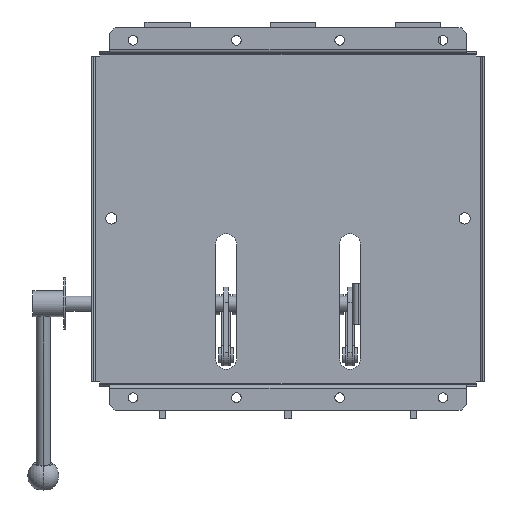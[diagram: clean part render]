
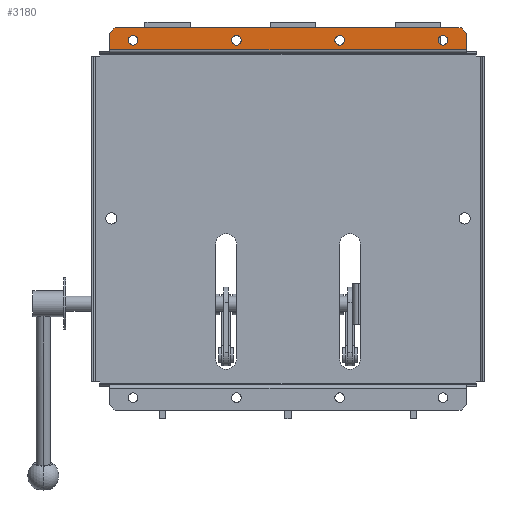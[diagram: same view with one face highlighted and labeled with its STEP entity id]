
A CAD part, front view. The second image highlights one B-rep face of the part: STEP entity #3180.
In plain terms, the highlighted planar face has unit normal (0, -1, 0).
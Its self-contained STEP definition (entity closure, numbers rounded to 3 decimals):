
#171 = CARTESIAN_POINT ( 'NONE',  ( -172.5, -22., 0. ) ) ;
#240 = VERTEX_POINT ( 'NONE', #4193 ) ;
#598 = CARTESIAN_POINT ( 'NONE',  ( -172.5, -22., 164. ) ) ;
#1106 = VECTOR ( 'NONE', #40475, 1000. ) ;
#2444 = ORIENTED_EDGE ( 'NONE', *, *, #39176, .F. ) ;
#2705 = AXIS2_PLACEMENT_3D ( 'NONE', #40002, #36467, #36008 ) ;
#2852 = DIRECTION ( 'NONE',  ( -1., 0., 0. ) ) ;
#2996 = DIRECTION ( 'NONE',  ( 0., -1., 0. ) ) ;
#3034 = EDGE_CURVE ( 'NONE', #24735, #21580, #3418, .T. ) ;
#3180 = ADVANCED_FACE ( 'NONE', ( #26303, #22553, #8732, #23631, #36427 ), #43416, .F. ) ;
#3418 = CIRCLE ( 'NONE', #4021, 4.6 ) ;
#3545 = ORIENTED_EDGE ( 'NONE', *, *, #31903, .T. ) ;
#4021 = AXIS2_PLACEMENT_3D ( 'NONE', #25764, #5368, #12198 ) ;
#4125 = ORIENTED_EDGE ( 'NONE', *, *, #18691, .F. ) ;
#4193 = CARTESIAN_POINT ( 'NONE',  ( 172.5, -22., 164. ) ) ;
#4402 = EDGE_CURVE ( 'NONE', #12151, #7016, #24012, .T. ) ;
#4903 = AXIS2_PLACEMENT_3D ( 'NONE', #26081, #22319, #36498 ) ;
#5368 = DIRECTION ( 'NONE',  ( 0., -1., 0. ) ) ;
#5539 = CARTESIAN_POINT ( 'NONE',  ( -150., -22., 168.4 ) ) ;
#5547 = DIRECTION ( 'NONE',  ( 0., -1., 0. ) ) ;
#5550 = VECTOR ( 'NONE', #12704, 1000. ) ;
#5581 = VERTEX_POINT ( 'NONE', #5539 ) ;
#6119 = DIRECTION ( 'NONE',  ( 0., 1., 0. ) ) ;
#6328 = AXIS2_PLACEMENT_3D ( 'NONE', #36923, #6119, #16380 ) ;
#6810 = CARTESIAN_POINT ( 'NONE',  ( 167.5, -22., 185. ) ) ;
#6918 = VERTEX_POINT ( 'NONE', #31270 ) ;
#7016 = VERTEX_POINT ( 'NONE', #38823 ) ;
#7968 = CARTESIAN_POINT ( 'NONE',  ( -172.5, -22., 164. ) ) ;
#8712 = CIRCLE ( 'NONE', #22913, 4.6 ) ;
#8732 = FACE_BOUND ( 'NONE', #9071, .T. ) ;
#8895 = LINE ( 'NONE', #171, #36068 ) ;
#9071 = EDGE_LOOP ( 'NONE', ( #27153, #26843 ) ) ;
#9141 = EDGE_CURVE ( 'NONE', #33647, #6918, #18845, .T. ) ;
#9383 = ORIENTED_EDGE ( 'NONE', *, *, #9141, .T. ) ;
#10014 = VERTEX_POINT ( 'NONE', #42208 ) ;
#10052 = EDGE_CURVE ( 'NONE', #7016, #12151, #17692, .T. ) ;
#10362 = DIRECTION ( 'NONE',  ( 0., 0., -1. ) ) ;
#11259 = EDGE_CURVE ( 'NONE', #12449, #29111, #21840, .T. ) ;
#11846 = EDGE_LOOP ( 'NONE', ( #25564, #15705 ) ) ;
#12151 = VERTEX_POINT ( 'NONE', #38331 ) ;
#12198 = DIRECTION ( 'NONE',  ( -1., 0., 0. ) ) ;
#12449 = VERTEX_POINT ( 'NONE', #26121 ) ;
#12522 = AXIS2_PLACEMENT_3D ( 'NONE', #41776, #31725, #22295 ) ;
#12704 = DIRECTION ( 'NONE',  ( -1., 0., 0. ) ) ;
#13661 = EDGE_LOOP ( 'NONE', ( #4125, #25408 ) ) ;
#14599 = CARTESIAN_POINT ( 'NONE',  ( -172.5, -22., 180. ) ) ;
#15114 = CIRCLE ( 'NONE', #4903, 4.6 ) ;
#15705 = ORIENTED_EDGE ( 'NONE', *, *, #21384, .F. ) ;
#16307 = EDGE_LOOP ( 'NONE', ( #9383, #3545, #31101, #27279, #27992, #32888 ) ) ;
#16380 = DIRECTION ( 'NONE',  ( -1., 0., 0. ) ) ;
#16389 = CARTESIAN_POINT ( 'NONE',  ( 172.5, -22., 0. ) ) ;
#16536 = ORIENTED_EDGE ( 'NONE', *, *, #11259, .F. ) ;
#16613 = EDGE_CURVE ( 'NONE', #5581, #29094, #18507, .T. ) ;
#16712 = AXIS2_PLACEMENT_3D ( 'NONE', #34541, #20405, #17547 ) ;
#17547 = DIRECTION ( 'NONE',  ( -1., 0., 0. ) ) ;
#17692 = CIRCLE ( 'NONE', #2705, 4.6 ) ;
#17935 = DIRECTION ( 'NONE',  ( -1., 0., 0. ) ) ;
#18407 = VERTEX_POINT ( 'NONE', #14599 ) ;
#18507 = CIRCLE ( 'NONE', #12522, 4.6 ) ;
#18691 = EDGE_CURVE ( 'NONE', #29094, #5581, #15114, .T. ) ;
#18834 = VERTEX_POINT ( 'NONE', #598 ) ;
#18845 = LINE ( 'NONE', #26123, #5550 ) ;
#19585 = CARTESIAN_POINT ( 'NONE',  ( 150., -22., 177.6 ) ) ;
#20405 = DIRECTION ( 'NONE',  ( 0., -1., 0. ) ) ;
#21281 = DIRECTION ( 'NONE',  ( 0., -1., 0. ) ) ;
#21384 = EDGE_CURVE ( 'NONE', #21580, #24735, #34704, .T. ) ;
#21580 = VERTEX_POINT ( 'NONE', #32297 ) ;
#21840 = CIRCLE ( 'NONE', #30989, 4.6 ) ;
#22295 = DIRECTION ( 'NONE',  ( -1., 0., 0. ) ) ;
#22319 = DIRECTION ( 'NONE',  ( 0., -1., 0. ) ) ;
#22553 = FACE_BOUND ( 'NONE', #11846, .T. ) ;
#22913 = AXIS2_PLACEMENT_3D ( 'NONE', #24850, #21281, #38255 ) ;
#23631 = FACE_BOUND ( 'NONE', #36031, .T. ) ;
#23796 = EDGE_CURVE ( 'NONE', #18407, #18834, #8895, .T. ) ;
#24012 = CIRCLE ( 'NONE', #25484, 4.6 ) ;
#24248 = VECTOR ( 'NONE', #30116, 1000. ) ;
#24735 = VERTEX_POINT ( 'NONE', #19585 ) ;
#24850 = CARTESIAN_POINT ( 'NONE',  ( -50., -22., 173. ) ) ;
#25408 = ORIENTED_EDGE ( 'NONE', *, *, #16613, .F. ) ;
#25484 = AXIS2_PLACEMENT_3D ( 'NONE', #43408, #2996, #2852 ) ;
#25564 = ORIENTED_EDGE ( 'NONE', *, *, #3034, .F. ) ;
#25764 = CARTESIAN_POINT ( 'NONE',  ( 150., -22., 173. ) ) ;
#25788 = CARTESIAN_POINT ( 'NONE',  ( -50., -22., 173. ) ) ;
#25843 = VECTOR ( 'NONE', #17935, 1000. ) ;
#25906 = LINE ( 'NONE', #16389, #24248 ) ;
#26081 = CARTESIAN_POINT ( 'NONE',  ( -150., -22., 173. ) ) ;
#26121 = CARTESIAN_POINT ( 'NONE',  ( -50., -22., 168.4 ) ) ;
#26123 = CARTESIAN_POINT ( 'NONE',  ( 0., -22., 185. ) ) ;
#26303 = FACE_BOUND ( 'NONE', #13661, .T. ) ;
#26843 = ORIENTED_EDGE ( 'NONE', *, *, #4402, .F. ) ;
#27153 = ORIENTED_EDGE ( 'NONE', *, *, #10052, .F. ) ;
#27279 = ORIENTED_EDGE ( 'NONE', *, *, #42507, .F. ) ;
#27992 = ORIENTED_EDGE ( 'NONE', *, *, #38302, .T. ) ;
#28288 = CARTESIAN_POINT ( 'NONE',  ( -50., -22., 177.6 ) ) ;
#29094 = VERTEX_POINT ( 'NONE', #31738 ) ;
#29111 = VERTEX_POINT ( 'NONE', #28288 ) ;
#30116 = DIRECTION ( 'NONE',  ( 0., 0., 1. ) ) ;
#30933 = DIRECTION ( 'NONE',  ( -0.707, 0., 0.707 ) ) ;
#30989 = AXIS2_PLACEMENT_3D ( 'NONE', #25788, #5547, #36049 ) ;
#31101 = ORIENTED_EDGE ( 'NONE', *, *, #23796, .T. ) ;
#31270 = CARTESIAN_POINT ( 'NONE',  ( -167.5, -22., 185. ) ) ;
#31725 = DIRECTION ( 'NONE',  ( 0., -1., 0. ) ) ;
#31738 = CARTESIAN_POINT ( 'NONE',  ( -150., -22., 177.6 ) ) ;
#31903 = EDGE_CURVE ( 'NONE', #6918, #18407, #43598, .T. ) ;
#32297 = CARTESIAN_POINT ( 'NONE',  ( 150., -22., 168.4 ) ) ;
#32888 = ORIENTED_EDGE ( 'NONE', *, *, #37729, .T. ) ;
#33647 = VERTEX_POINT ( 'NONE', #39582 ) ;
#33829 = CARTESIAN_POINT ( 'NONE',  ( -172.5, -22., 180. ) ) ;
#34541 = CARTESIAN_POINT ( 'NONE',  ( 150., -22., 173. ) ) ;
#34704 = CIRCLE ( 'NONE', #16712, 4.6 ) ;
#35498 = VECTOR ( 'NONE', #30933, 1000. ) ;
#36008 = DIRECTION ( 'NONE',  ( -1., 0., 0. ) ) ;
#36031 = EDGE_LOOP ( 'NONE', ( #2444, #16536 ) ) ;
#36049 = DIRECTION ( 'NONE',  ( -1., 0., 0. ) ) ;
#36068 = VECTOR ( 'NONE', #10362, 1000. ) ;
#36427 = FACE_OUTER_BOUND ( 'NONE', #16307, .T. ) ;
#36467 = DIRECTION ( 'NONE',  ( 0., -1., 0. ) ) ;
#36498 = DIRECTION ( 'NONE',  ( -1., 0., 0. ) ) ;
#36589 = LINE ( 'NONE', #6810, #35498 ) ;
#36923 = CARTESIAN_POINT ( 'NONE',  ( 0., -22., 0. ) ) ;
#37729 = EDGE_CURVE ( 'NONE', #10014, #33647, #36589, .T. ) ;
#38255 = DIRECTION ( 'NONE',  ( -1., 0., 0. ) ) ;
#38302 = EDGE_CURVE ( 'NONE', #240, #10014, #25906, .T. ) ;
#38331 = CARTESIAN_POINT ( 'NONE',  ( 50., -22., 168.4 ) ) ;
#38823 = CARTESIAN_POINT ( 'NONE',  ( 50., -22., 177.6 ) ) ;
#39176 = EDGE_CURVE ( 'NONE', #29111, #12449, #8712, .T. ) ;
#39582 = CARTESIAN_POINT ( 'NONE',  ( 167.5, -22., 185. ) ) ;
#39657 = LINE ( 'NONE', #7968, #25843 ) ;
#40002 = CARTESIAN_POINT ( 'NONE',  ( 50., -22., 173. ) ) ;
#40475 = DIRECTION ( 'NONE',  ( -0.707, 0., -0.707 ) ) ;
#41776 = CARTESIAN_POINT ( 'NONE',  ( -150., -22., 173. ) ) ;
#42208 = CARTESIAN_POINT ( 'NONE',  ( 172.5, -22., 180. ) ) ;
#42507 = EDGE_CURVE ( 'NONE', #240, #18834, #39657, .T. ) ;
#43408 = CARTESIAN_POINT ( 'NONE',  ( 50., -22., 173. ) ) ;
#43416 = PLANE ( 'NONE',  #6328 ) ;
#43598 = LINE ( 'NONE', #33829, #1106 ) ;
